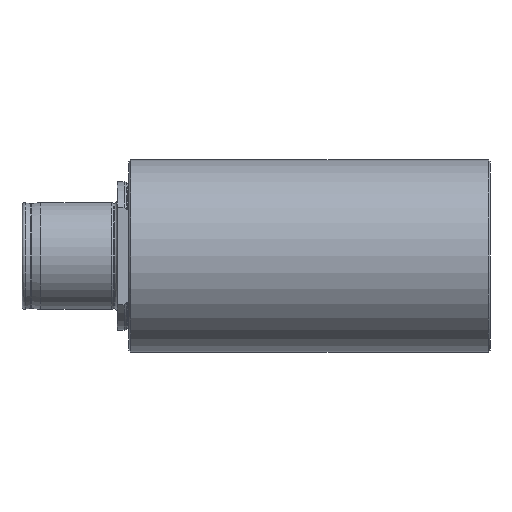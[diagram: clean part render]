
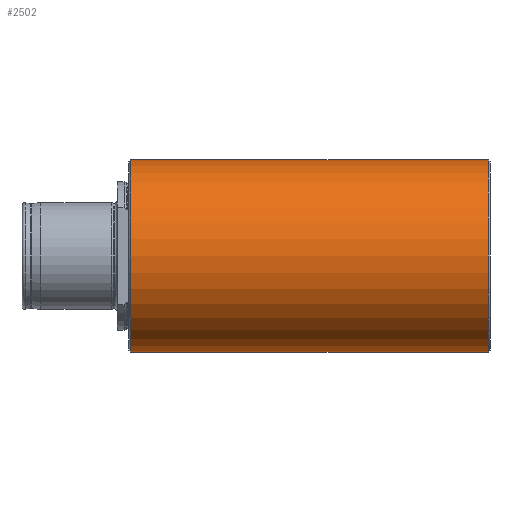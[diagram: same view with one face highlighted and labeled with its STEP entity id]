
A CAD part, front view. The second image highlights one B-rep face of the part: STEP entity #2502.
In plain terms, the highlighted cylindrical face has radius 36 mm (diameter 72 mm), a partial arc.
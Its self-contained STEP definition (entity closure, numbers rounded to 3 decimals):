
#197 = VECTOR ( 'NONE', #3225, 1000. ) ;
#213 = VERTEX_POINT ( 'NONE', #490 ) ;
#348 = CARTESIAN_POINT ( 'NONE',  ( 0., 0., 36. ) ) ;
#410 = EDGE_LOOP ( 'NONE', ( #2460, #844, #882, #969 ) ) ;
#490 = CARTESIAN_POINT ( 'NONE',  ( 40.7, 0., 36. ) ) ;
#687 = DIRECTION ( 'NONE',  ( -1., 0., 0. ) ) ;
#749 = VERTEX_POINT ( 'NONE', #3962 ) ;
#790 = DIRECTION ( 'NONE',  ( 0., 0., -1. ) ) ;
#816 = DIRECTION ( 'NONE',  ( 1., 0., 0. ) ) ;
#839 = CARTESIAN_POINT ( 'NONE',  ( 174.3, 0., 36. ) ) ;
#844 = ORIENTED_EDGE ( 'NONE', *, *, #1269, .T. ) ;
#845 = CARTESIAN_POINT ( 'NONE',  ( 40.7, 0., 0. ) ) ;
#857 = CIRCLE ( 'NONE', #3008, 36. ) ;
#879 = LINE ( 'NONE', #348, #3426 ) ;
#882 = ORIENTED_EDGE ( 'NONE', *, *, #3423, .T. ) ;
#969 = ORIENTED_EDGE ( 'NONE', *, *, #1297, .T. ) ;
#987 = DIRECTION ( 'NONE',  ( 0., 0., 1. ) ) ;
#993 = DIRECTION ( 'NONE',  ( -1., 0., 0. ) ) ;
#997 = CARTESIAN_POINT ( 'NONE',  ( 174.3, 0., 0. ) ) ;
#1269 = EDGE_CURVE ( 'NONE', #1684, #4386, #857, .T. ) ;
#1297 = EDGE_CURVE ( 'NONE', #213, #749, #3109, .T. ) ;
#1684 = VERTEX_POINT ( 'NONE', #4107 ) ;
#1940 = CYLINDRICAL_SURFACE ( 'NONE', #3736, 36. ) ;
#2195 = FACE_OUTER_BOUND ( 'NONE', #410, .T. ) ;
#2460 = ORIENTED_EDGE ( 'NONE', *, *, #3336, .F. ) ;
#2502 = ADVANCED_FACE ( 'NONE', ( #2195 ), #1940, .T. ) ;
#2947 = LINE ( 'NONE', #3304, #197 ) ;
#3008 = AXIS2_PLACEMENT_3D ( 'NONE', #997, #993, #987 ) ;
#3076 = DIRECTION ( 'NONE',  ( 0., 0., 1. ) ) ;
#3109 = CIRCLE ( 'NONE', #3236, 36. ) ;
#3114 = CARTESIAN_POINT ( 'NONE',  ( 0., 0., 0. ) ) ;
#3128 = DIRECTION ( 'NONE',  ( -1., 0., 0. ) ) ;
#3225 = DIRECTION ( 'NONE',  ( -1., 0., 0. ) ) ;
#3236 = AXIS2_PLACEMENT_3D ( 'NONE', #845, #816, #790 ) ;
#3304 = CARTESIAN_POINT ( 'NONE',  ( 0., 0., -36. ) ) ;
#3336 = EDGE_CURVE ( 'NONE', #1684, #749, #2947, .T. ) ;
#3423 = EDGE_CURVE ( 'NONE', #4386, #213, #879, .T. ) ;
#3426 = VECTOR ( 'NONE', #687, 1000. ) ;
#3736 = AXIS2_PLACEMENT_3D ( 'NONE', #3114, #3128, #3076 ) ;
#3962 = CARTESIAN_POINT ( 'NONE',  ( 40.7, 0., -36. ) ) ;
#4107 = CARTESIAN_POINT ( 'NONE',  ( 174.3, 0., -36. ) ) ;
#4386 = VERTEX_POINT ( 'NONE', #839 ) ;
